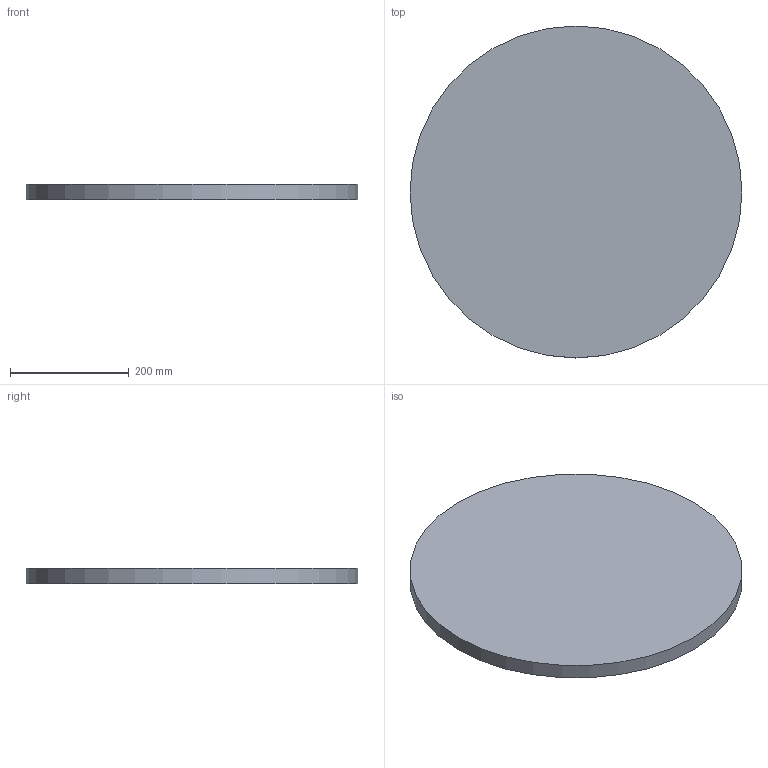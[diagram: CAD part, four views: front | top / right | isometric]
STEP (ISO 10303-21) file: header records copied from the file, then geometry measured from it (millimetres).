
FILE_DESCRIPTION(('FreeCAD Model'),'2;1');
FILE_NAME('Open CASCADE Shape Model','2022-06-16T19:48:09',(''),(''), 'Open CASCADE STEP processor 7.5','FreeCAD','Unknown');
FILE_SCHEMA(('AUTOMOTIVE_DESIGN { 1 0 10303 214 1 1 1 1 }'));
Length unit declared in the file: millimetre
Products named in the file (1): silent susan top
Bounding box: 558.8 x 558.8 x 25.4 mm (x, y, z)
Volume: 6052555.8 mm3; surface area: 559849.5 mm2
Topology: 1 solids, 1 shells, 32 faces, 69 edges, 42 vertices
Faces by surface type: plane 23, cylinder 9
Full cylindrical faces by diameter (mm): 350.52 x1, 381 x1, 558.8 x1
Entity records: 1780 total; most frequent: DIRECTION 297, CARTESIAN_POINT 282, LINE 153, VECTOR 153, ORIENTED_EDGE 138, PCURVE 138, DEFINITIONAL_REPRESENTATION 138, EDGE_CURVE 69
